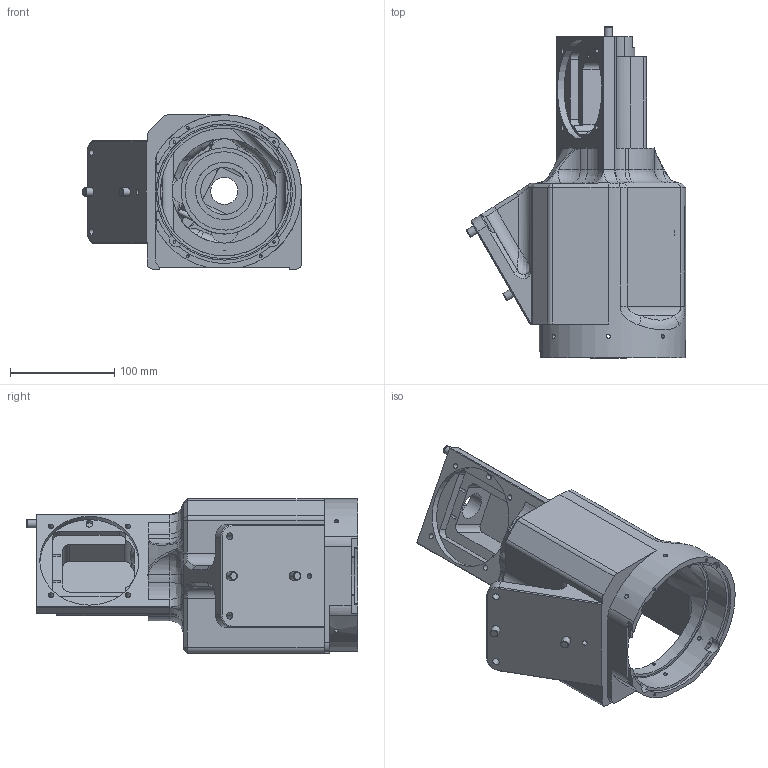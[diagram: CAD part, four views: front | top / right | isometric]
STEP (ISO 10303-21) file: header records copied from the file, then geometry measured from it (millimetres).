
FILE_DESCRIPTION(/* description */ (''),/* implementation_level */ '2;1');
FILE_NAME(/* name */ '8027343.stp',/* time_stamp */ '2019-03-18T11:49:07+08:00',/* author */ (''),/* organization */ (''),/* preprocessor_version */ 'ST-DEVELOPER v16.7',/* originating_system */ 'SIEMENS PLM Software NX 1847',/* authorisation */ '');
FILE_SCHEMA (('AUTOMOTIVE_DESIGN { 1 0 10303 214 3 1 1 1 }'));
Length unit declared in the file: millimetre
Products named in the file (1): Pari105431B3jm97
Bounding box: 209.82 x 317.7 x 148 mm (x, y, z)
Volume: 1310279.2 mm3; surface area: 267992.5 mm2
Topology: 6 solids, 6 shells, 427 faces, 1068 edges, 683 vertices
Faces by surface type: plane 182, cylinder 171, cone 31, bspline 30, torus 11, sphere 2
Full cylindrical faces by diameter (mm): 2.5 x20, 2.9 x1, 3 x2, 3.3 x4, 3.8 x1, 4 x6, 5 x5, 6.5 x2, 8 x5, 8.02 x2, 26.03 x1, 45 x1, 55 x1, 75 x1, 82.691 x1, 95.025 x1, 100 x1, 122.508 x1, 130.508 x1
Entity records: 15816 total; most frequent: CARTESIAN_POINT 5888, DIRECTION 2092, ORIENTED_EDGE 1954, EDGE_CURVE 977, AXIS2_PLACEMENT_3D 831, VERTEX_POINT 656, EDGE_LOOP 549, LINE 430
